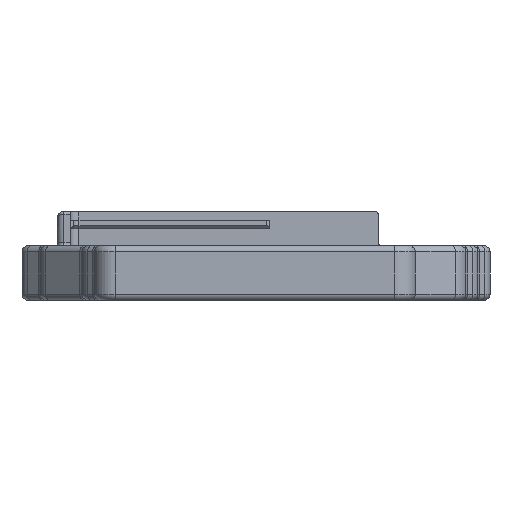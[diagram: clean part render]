
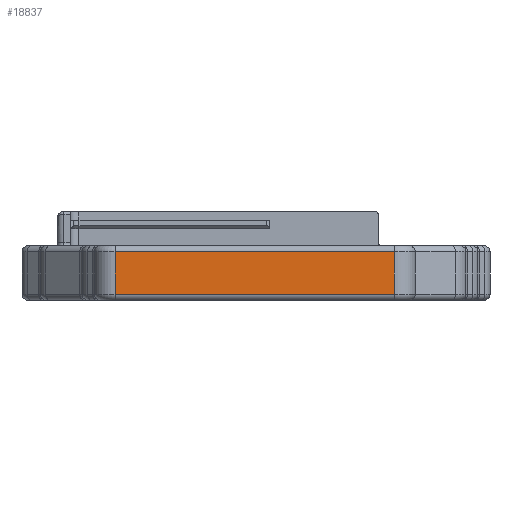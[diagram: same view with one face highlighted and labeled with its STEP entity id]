
A CAD part, left-side view. The second image highlights one B-rep face of the part: STEP entity #18837.
In plain terms, the highlighted planar face has unit normal (-1, 0, 0).
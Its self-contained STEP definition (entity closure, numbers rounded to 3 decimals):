
#520=PLANE('',#20470);
#1247=FACE_OUTER_BOUND('',#2367,.T.);
#2367=EDGE_LOOP('',(#14947,#14948,#14949,#14950));
#2990=LINE('',#27771,#4662);
#3012=LINE('',#27900,#4684);
#3104=LINE('',#28340,#4776);
#3799=LINE('',#30797,#5471);
#4662=VECTOR('',#21751,10.);
#4684=VECTOR('',#21903,10.);
#4776=VECTOR('',#22293,10.);
#5471=VECTOR('',#24584,10.);
#7505=VERTEX_POINT('',#27761);
#7507=VERTEX_POINT('',#27767);
#7550=VERTEX_POINT('',#27898);
#7687=VERTEX_POINT('',#28331);
#9344=EDGE_CURVE('',#7505,#7507,#2990,.T.);
#9409=EDGE_CURVE('',#7505,#7550,#3012,.T.);
#9600=EDGE_CURVE('',#7687,#7550,#3104,.T.);
#10688=EDGE_CURVE('',#7507,#7687,#3799,.T.);
#14947=ORIENTED_EDGE('',*,*,#9344,.F.);
#14948=ORIENTED_EDGE('',*,*,#9409,.T.);
#14949=ORIENTED_EDGE('',*,*,#9600,.F.);
#14950=ORIENTED_EDGE('',*,*,#10688,.F.);
#18837=ADVANCED_FACE('',(#1247),#520,.T.);
#20470=AXIS2_PLACEMENT_3D('',#30796,#24582,#24583);
#21751=DIRECTION('',(0.,1.,0.));
#21903=DIRECTION('',(0.,0.,1.));
#22293=DIRECTION('',(0.,-1.,0.));
#24582=DIRECTION('center_axis',(-1.,0.,0.));
#24583=DIRECTION('ref_axis',(0.,-1.,0.));
#24584=DIRECTION('',(0.,0.,1.));
#27761=CARTESIAN_POINT('',(-142.2,16.193,1.2));
#27767=CARTESIAN_POINT('',(-142.2,69.593,1.2));
#27771=CARTESIAN_POINT('',(-142.2,56.118,1.2));
#27898=CARTESIAN_POINT('',(-142.2,16.193,9.3));
#27900=CARTESIAN_POINT('',(-142.2,16.193,0.));
#28331=CARTESIAN_POINT('',(-142.2,69.593,9.3));
#28340=CARTESIAN_POINT('',(-142.2,56.118,9.3));
#30796=CARTESIAN_POINT('Origin',(-142.2,69.593,0.));
#30797=CARTESIAN_POINT('',(-142.2,69.593,0.));
